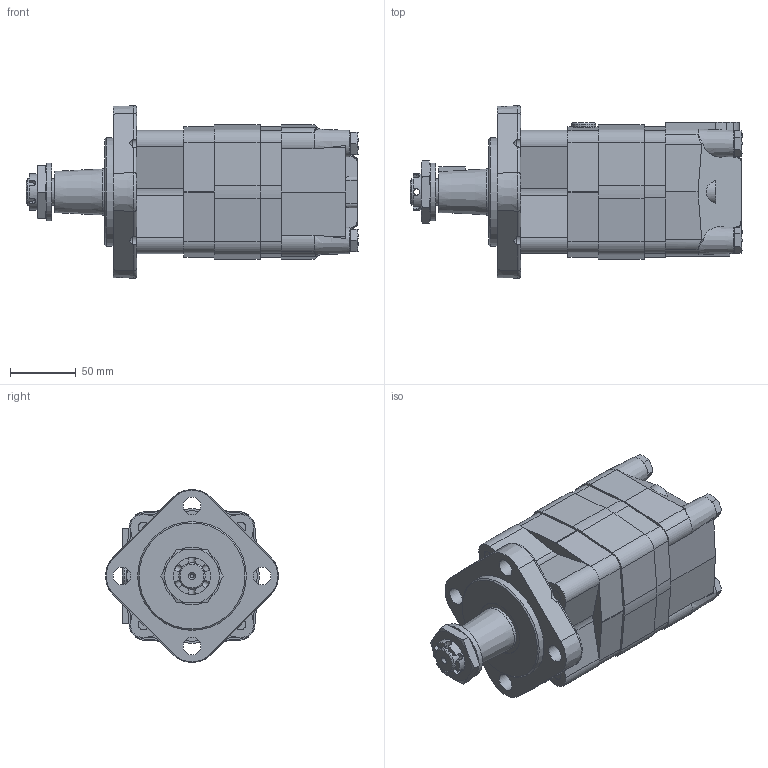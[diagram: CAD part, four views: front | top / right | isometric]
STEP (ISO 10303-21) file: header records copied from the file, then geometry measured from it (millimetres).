
FILE_DESCRIPTION(/* description */ ('STEP AP214'),/* implementation_level */ '2;1');
FILE_NAME(/* name */ 'MSY200KU_4.stp',/* time_stamp */ '2023-02-07T11:22:56+01:00',/* author */ ('msn'),/* organization */ ('CADENAS'),/* preprocessor_version */ 'ST-DEVELOPER v19.2',/* originating_system */ 'Autodesk Inventor 2023',/* authorisation */ ' ');
FILE_SCHEMA (('AUTOMOTIVE_DESIGN { 1 0 10303 214 3 1 1 }'));
Length unit declared in the file: millimetre
Products named in the file (8): MS200KU/4; MSK; Hexagon bolt DIN 931-1 M10x1610; MS-P; MS-VP; MS200-D; MS-SP; MS-MF
Assembly tree (10 placements, depth 2):
  MS200KU/4
    MSK
    Hexagon bolt DIN 931-1 M10x1610  x4
    MS-P
    MS-VP
    MS200-D
    MS-SP
    MS-MF
Bounding box: 252.2 x 131.3 x 131.3 mm (x, y, z)
Volume: 1710395.7 mm3; surface area: 225888.7 mm2
Topology: 10 solids, 10 shells, 429 faces, 1102 edges, 714 vertices
Faces by surface type: plane 196, cylinder 141, cone 79, torus 13
Full cylindrical faces by diameter (mm): 2.2 x4, 2.5 x1, 4.8 x1, 8.376 x6, 10 x4, 10.1 x6, 10.2 x4, 10.5 x8, 10.8 x4, 13.5 x4, 16 x4, 16.9 x1, 18 x1, 18.631 x2, 20 x2, 21 x1, 22 x4, 28 x1, 35 x1, 35.2 x1, 42 x1, 44 x1, 82.5 x1
Entity records: 12531 total; most frequent: CARTESIAN_POINT 2836, DIRECTION 2008, ORIENTED_EDGE 1942, EDGE_CURVE 971, AXIS2_PLACEMENT_3D 764, VERTEX_POINT 639, LINE 480, VECTOR 480
